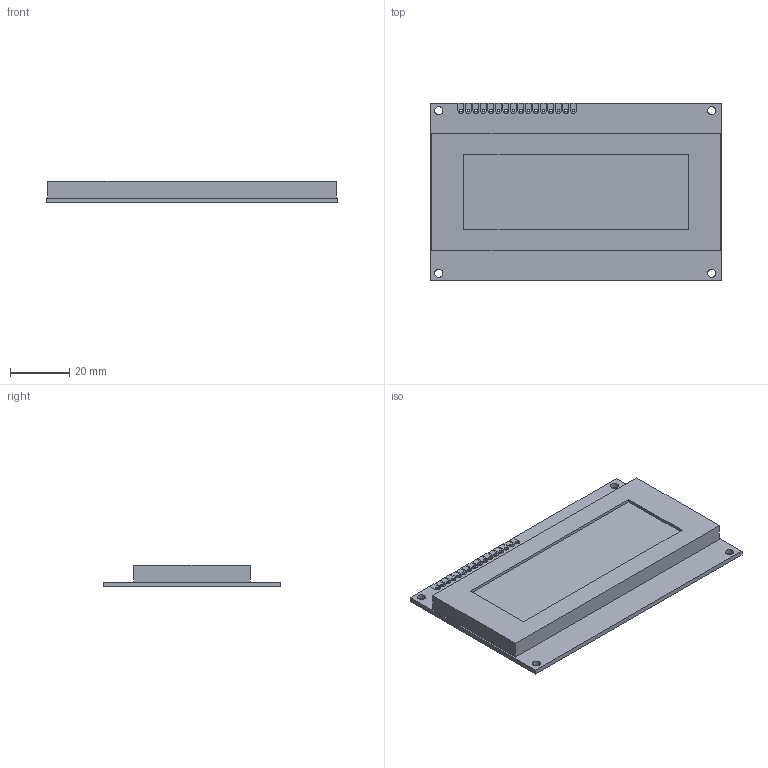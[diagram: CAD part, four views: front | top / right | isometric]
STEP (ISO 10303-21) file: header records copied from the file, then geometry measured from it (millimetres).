
FILE_DESCRIPTION (( 'STEP AP214' ), '1' );
FILE_NAME ('User Library-densitron lm2434.STEP', '2019-06-14T22:33:56', ( '' ), ( '' ), 'SwSTEP 2.0', 'SolidWorks 2019', '' );
FILE_SCHEMA (( 'AUTOMOTIVE_DESIGN' ));
Length unit declared in the file: millimetre
Products named in the file (1): User Library-densitron lm2434
Bounding box: 98.8 x 60.2 x 7.3 mm (x, y, z)
Volume: 29571.7 mm3; surface area: 14234.9 mm2
Topology: 1 solids, 1 shells, 120 faces, 348 edges, 232 vertices
Faces by surface type: plane 64, cylinder 56
Entity records: 5418 total; most frequent: DIRECTION 702, CARTESIAN_POINT 701, ORIENTED_EDGE 696, EDGE_CURVE 348, LINE 236, VECTOR 236, AXIS2_PLACEMENT_3D 233, VERTEX_POINT 232
